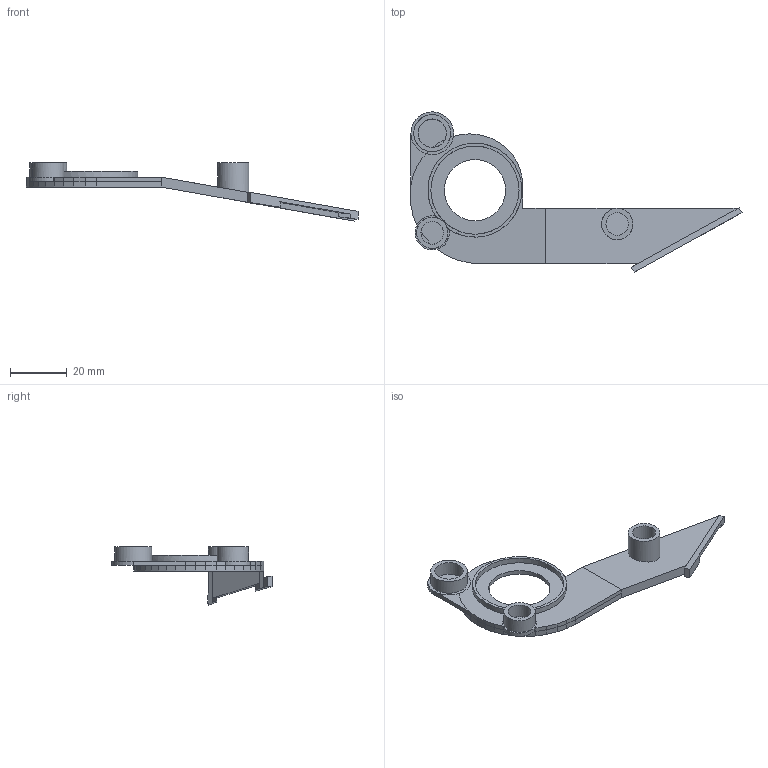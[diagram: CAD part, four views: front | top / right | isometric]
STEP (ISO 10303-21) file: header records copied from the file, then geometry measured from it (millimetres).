
FILE_DESCRIPTION(('FreeCAD Model'),'2;1');
FILE_NAME('Case-Top.step', '2015-10-06T22:49:24',('Author'),(''), 'Open CASCADE STEP processor 6.8','FreeCAD','Unknown');
FILE_SCHEMA(('AUTOMOTIVE_DESIGN_CC2 { 1 2 10303 214 -1 1 5 4 }'));
Length unit declared in the file: millimetre
Products named in the file (1): Case-Top
Bounding box: 116.64 x 56.28 x 20.44 mm (x, y, z)
Volume: 5713.7 mm3; surface area: 8346.8 mm2
Topology: 1 solids, 1 shells, 152 faces, 396 edges, 250 vertices
Faces by surface type: plane 139, cylinder 13
Full cylindrical faces by diameter (mm): 8 x2, 10 x1, 11 x2, 13 x1, 21.5 x1, 31 x1
Entity records: 9860 total; most frequent: CARTESIAN_POINT 1899, DIRECTION 1475, LINE 1044, VECTOR 1044, ORIENTED_EDGE 792, PCURVE 792, DEFINITIONAL_REPRESENTATION 792, EDGE_CURVE 396
